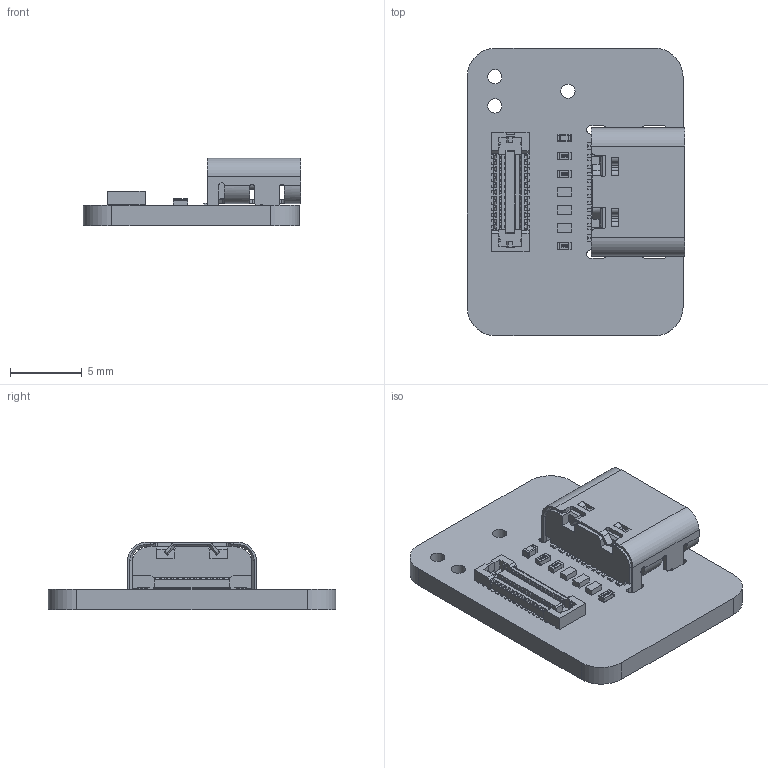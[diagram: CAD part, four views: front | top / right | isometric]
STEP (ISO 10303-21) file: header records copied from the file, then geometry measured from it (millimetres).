
FILE_DESCRIPTION(('Open CASCADE Model'),'2;1');
FILE_NAME('Open CASCADE Shape Model','2025-08-18T15:41:32',('Author'),( 'Open CASCADE'),'Open CASCADE STEP processor 7.5','Open CASCADE 7.5' ,'Unknown');
FILE_SCHEMA(('AUTOMOTIVE_DESIGN { 1 0 10303 214 1 1 1 1 }'));
Length unit declared in the file: millimetre
Products named in the file (21): PCB; Board; Open CASCADE STEP translator 7.5 2.1.1; R3; Resistor 0402; User Library-R SMD 0402_0402 BODY; User Library-R SMD 0402_0402 PAD; User Library-R SMD 0402_0402 OPIS; R2; R1; J3; Molex 502426-2630; D3; 6591933472; Extruded; D2; D1; C1; Capacitor 0402; J2; Molex 217179-0001
Assembly tree (25 placements, depth 4):
  PCB
    Board
      Open CASCADE STEP translator 7.5 2.1.1
    R3
      Resistor 0402
        User Library-R SMD 0402_0402 BODY
        User Library-R SMD 0402_0402 PAD  x2
        User Library-R SMD 0402_0402 OPIS
    R2
      Resistor 0402
        User Library-R SMD 0402_0402 BODY
        User Library-R SMD 0402_0402 PAD  x2
        User Library-R SMD 0402_0402 OPIS
    R1
      Resistor 0402
        User Library-R SMD 0402_0402 BODY
        User Library-R SMD 0402_0402 PAD  x2
        User Library-R SMD 0402_0402 OPIS
    J3
      Molex 502426-2630
    D3
      6591933472
        Extruded
    D2
      6591933472
        Extruded
    D1
      6591933472
        Extruded
    C1
      Capacitor 0402
    J2
      Molex 217179-0001
Bounding box: 15.12 x 20 x 4.69 mm (x, y, z)
Volume: 521.7 mm3; surface area: 1251.8 mm2
Topology: 18 solids, 19 shells, 1838 faces, 4968 edges, 3227 vertices
Faces by surface type: plane 1325, cylinder 377, bspline 107, sphere 16, cone 13
Full cylindrical faces by diameter (mm): 0.99 x3
Entity records: 61087 total; most frequent: CARTESIAN_POINT 11721, ORIENTED_EDGE 8896, DIRECTION 8206, EDGE_CURVE 4448, LINE 3518, VECTOR 3518, VERTEX_POINT 2891, AXIS2_PLACEMENT_3D 2344
